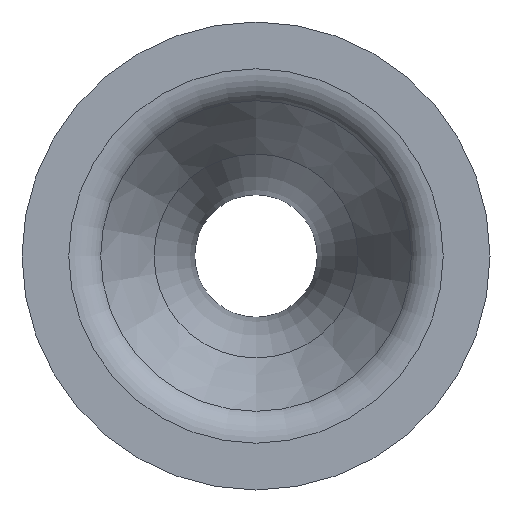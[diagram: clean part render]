
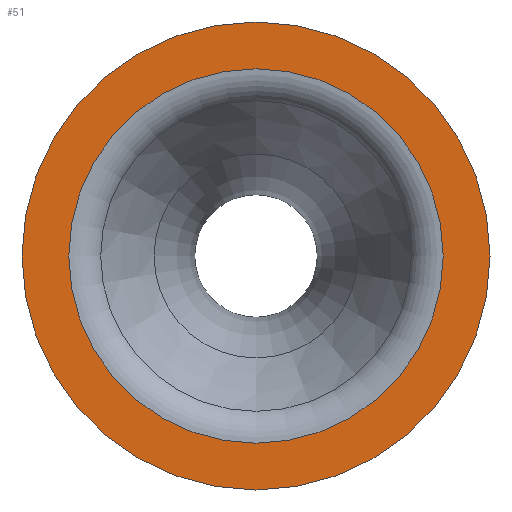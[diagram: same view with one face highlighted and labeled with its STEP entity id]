
A CAD part, left-side view. The second image highlights one B-rep face of the part: STEP entity #51.
In plain terms, the highlighted planar face has unit normal (-1, 0, 0).
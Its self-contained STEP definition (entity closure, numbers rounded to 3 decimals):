
#51 = ADVANCED_FACE( '', ( #108, #109 ), #110, .F. );
#108 = FACE_OUTER_BOUND( '', #167, .T. );
#109 = FACE_BOUND( '', #168, .T. );
#110 = PLANE( '', #169 );
#167 = EDGE_LOOP( '', ( #234 ) );
#168 = EDGE_LOOP( '', ( #235 ) );
#169 = AXIS2_PLACEMENT_3D( '', #236, #237, #238 );
#234 = ORIENTED_EDGE( '', *, *, #284, .T. );
#235 = ORIENTED_EDGE( '', *, *, #287, .F. );
#236 = CARTESIAN_POINT( '', ( -15., 0., 6.236 ) );
#237 = DIRECTION( '', ( 1., 0., 0. ) );
#238 = DIRECTION( '', ( 0., 0., -1. ) );
#284 = EDGE_CURVE( '', #319, #319, #320, .T. );
#287 = EDGE_CURVE( '', #323, #323, #324, .T. );
#319 = VERTEX_POINT( '', #358 );
#320 = CIRCLE( '', #359, 6.5 );
#323 = VERTEX_POINT( '', #362 );
#324 = CIRCLE( '', #363, 5.2 );
#358 = CARTESIAN_POINT( '', ( -15., 0., 6.5 ) );
#359 = AXIS2_PLACEMENT_3D( '', #400, #401, #402 );
#362 = CARTESIAN_POINT( '', ( -15., 0., 5.2 ) );
#363 = AXIS2_PLACEMENT_3D( '', #403, #404, #405 );
#400 = CARTESIAN_POINT( '', ( -15., 0., 0. ) );
#401 = DIRECTION( '', ( -1., 0., 0. ) );
#402 = DIRECTION( '', ( 0., 0., 1. ) );
#403 = CARTESIAN_POINT( '', ( -15., 0., 0. ) );
#404 = DIRECTION( '', ( -1., 0., 0. ) );
#405 = DIRECTION( '', ( 0., 0., 1. ) );
